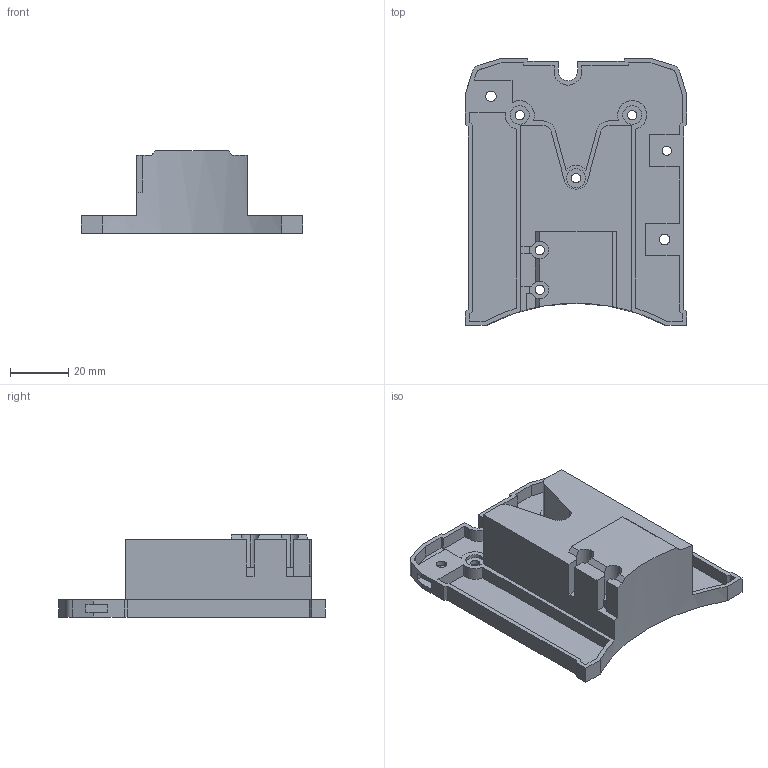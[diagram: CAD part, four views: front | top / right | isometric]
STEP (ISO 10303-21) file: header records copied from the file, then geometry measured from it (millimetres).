
FILE_DESCRIPTION (( 'STEP AP214' ), '1' );
FILE_NAME ('creality ender 3v3plus ara parça.STEP', '2024-10-07T13:59:27', ( '' ), ( '' ), 'SwSTEP 2.0', 'SolidWorks 2024', '' );
FILE_SCHEMA (( 'AUTOMOTIVE_DESIGN' ));
Length unit declared in the file: millimetre
Products named in the file (1): creality ender 3v3plus ara parça
Bounding box: 76.2 x 92.02 x 28.4 mm (x, y, z)
Volume: 26507.6 mm3; surface area: 30471.3 mm2
Topology: 1 solids, 1 shells, 198 faces, 549 edges, 366 vertices
Faces by surface type: plane 129, cylinder 69
Entity records: 6407 total; most frequent: CARTESIAN_POINT 1132, ORIENTED_EDGE 1098, DIRECTION 1088, EDGE_CURVE 549, LINE 396, VECTOR 396, VERTEX_POINT 366, AXIS2_PLACEMENT_3D 346
